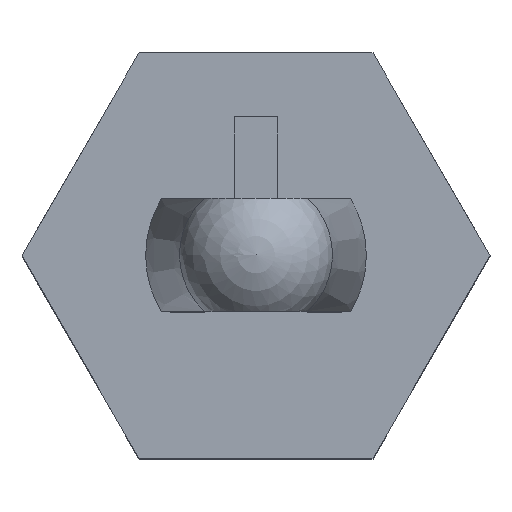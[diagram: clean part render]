
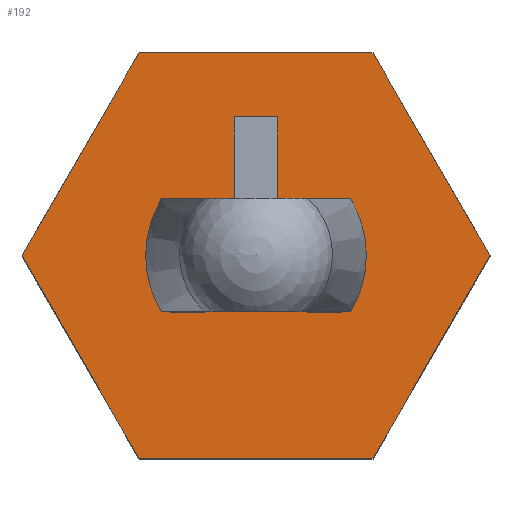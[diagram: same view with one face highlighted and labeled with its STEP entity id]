
A CAD part, top view. The second image highlights one B-rep face of the part: STEP entity #192.
In plain terms, the highlighted planar face has unit normal (0, 0, 1).
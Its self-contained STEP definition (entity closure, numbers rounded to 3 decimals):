
#192 = ADVANCED_FACE( '', ( #388, #389, #390 ), #391, .F. );
#388 = FACE_BOUND( '', #587, .T. );
#389 = FACE_BOUND( '', #588, .T. );
#390 = FACE_OUTER_BOUND( '', #589, .T. );
#391 = PLANE( '', #590 );
#587 = EDGE_LOOP( '', ( #1090, #1091, #1092, #1093 ) );
#588 = EDGE_LOOP( '', ( #1094, #1095, #1096, #1097 ) );
#589 = EDGE_LOOP( '', ( #1098, #1099, #1100, #1101, #1102, #1103 ) );
#590 = AXIS2_PLACEMENT_3D( '', #1104, #1105, #1106 );
#1090 = ORIENTED_EDGE( '', *, *, #1226, .T. );
#1091 = ORIENTED_EDGE( '', *, *, #1347, .T. );
#1092 = ORIENTED_EDGE( '', *, *, #1337, .T. );
#1093 = ORIENTED_EDGE( '', *, *, #1197, .T. );
#1094 = ORIENTED_EDGE( '', *, *, #1375, .T. );
#1095 = ORIENTED_EDGE( '', *, *, #1332, .T. );
#1096 = ORIENTED_EDGE( '', *, *, #1326, .F. );
#1097 = ORIENTED_EDGE( '', *, *, #1218, .T. );
#1098 = ORIENTED_EDGE( '', *, *, #1216, .F. );
#1099 = ORIENTED_EDGE( '', *, *, #1235, .F. );
#1100 = ORIENTED_EDGE( '', *, *, #1386, .F. );
#1101 = ORIENTED_EDGE( '', *, *, #1320, .F. );
#1102 = ORIENTED_EDGE( '', *, *, #1298, .F. );
#1103 = ORIENTED_EDGE( '', *, *, #1310, .F. );
#1104 = CARTESIAN_POINT( '', ( 0., 0., 9.5 ) );
#1105 = DIRECTION( '', ( 0., 0., -1. ) );
#1106 = DIRECTION( '', ( -1., 0., 0. ) );
#1197 = EDGE_CURVE( '', #1430, #1431, #1432, .T. );
#1216 = EDGE_CURVE( '', #1464, #1457, #1466, .T. );
#1218 = EDGE_CURVE( '', #1468, #1469, #1470, .T. );
#1226 = EDGE_CURVE( '', #1431, #1483, #1485, .T. );
#1235 = EDGE_CURVE( '', #1498, #1464, #1500, .T. );
#1298 = EDGE_CURVE( '', #1594, #1590, #1596, .T. );
#1310 = EDGE_CURVE( '', #1457, #1594, #1610, .T. );
#1320 = EDGE_CURVE( '', #1590, #1619, #1623, .T. );
#1326 = EDGE_CURVE( '', #1468, #1629, #1631, .T. );
#1332 = EDGE_CURVE( '', #1637, #1629, #1638, .T. );
#1337 = EDGE_CURVE( '', #1646, #1430, #1647, .T. );
#1347 = EDGE_CURVE( '', #1483, #1646, #1660, .T. );
#1375 = EDGE_CURVE( '', #1469, #1637, #1691, .T. );
#1386 = EDGE_CURVE( '', #1619, #1498, #1704, .T. );
#1430 = VERTEX_POINT( '', #1759 );
#1431 = VERTEX_POINT( '', #1760 );
#1432 = CIRCLE( '', #1761, 2. );
#1457 = VERTEX_POINT( '', #1808 );
#1464 = VERTEX_POINT( '', #1818 );
#1466 = LINE( '', #1821, #1822 );
#1468 = VERTEX_POINT( '', #1824 );
#1469 = VERTEX_POINT( '', #1825 );
#1470 = LINE( '', #1826, #1827 );
#1483 = VERTEX_POINT( '', #1846 );
#1485 = LINE( '', #1849, #1850 );
#1498 = VERTEX_POINT( '', #1884 );
#1500 = LINE( '', #1887, #1888 );
#1590 = VERTEX_POINT( '', #2015 );
#1594 = VERTEX_POINT( '', #2021 );
#1596 = LINE( '', #2024, #2025 );
#1610 = LINE( '', #2047, #2048 );
#1619 = VERTEX_POINT( '', #2061 );
#1623 = LINE( '', #2067, #2068 );
#1629 = VERTEX_POINT( '', #2076 );
#1631 = LINE( '', #2079, #2080 );
#1637 = VERTEX_POINT( '', #2088 );
#1638 = LINE( '', #2089, #2090 );
#1646 = VERTEX_POINT( '', #2114 );
#1647 = LINE( '', #2115, #2116 );
#1660 = LINE( '', #2135, #2136 );
#1691 = CIRCLE( '', #2178, 2. );
#1704 = LINE( '', #2194, #2195 );
#1759 = CARTESIAN_POINT( '', ( 1.67, 1.1, 9.5 ) );
#1760 = CARTESIAN_POINT( '', ( 1.67, -1.1, 9.5 ) );
#1761 = AXIS2_PLACEMENT_3D( '', #2225, #2226, #2227 );
#1808 = CARTESIAN_POINT( '', ( 2.281, -3.95, 9.5 ) );
#1818 = CARTESIAN_POINT( '', ( 4.561, 0., 9.5 ) );
#1821 = CARTESIAN_POINT( '', ( 4.561, 0., 9.5 ) );
#1822 = VECTOR( '', #2245, 1000. );
#1824 = CARTESIAN_POINT( '', ( -1., -1.1, 9.5 ) );
#1825 = CARTESIAN_POINT( '', ( -1.67, -1.1, 9.5 ) );
#1826 = CARTESIAN_POINT( '', ( 2.15, -1.1, 9.5 ) );
#1827 = VECTOR( '', #2246, 1000. );
#1846 = CARTESIAN_POINT( '', ( 1., -1.1, 9.5 ) );
#1849 = CARTESIAN_POINT( '', ( 2.15, -1.1, 9.5 ) );
#1850 = VECTOR( '', #2254, 1000. );
#1884 = CARTESIAN_POINT( '', ( 2.281, 3.95, 9.5 ) );
#1887 = CARTESIAN_POINT( '', ( 2.281, 3.95, 9.5 ) );
#1888 = VECTOR( '', #2261, 1000. );
#2015 = CARTESIAN_POINT( '', ( -4.561, 0., 9.5 ) );
#2021 = CARTESIAN_POINT( '', ( -2.281, -3.95, 9.5 ) );
#2024 = CARTESIAN_POINT( '', ( -4.561, 0., 9.5 ) );
#2025 = VECTOR( '', #2326, 1000. );
#2047 = CARTESIAN_POINT( '', ( 2.281, -3.95, 9.5 ) );
#2048 = VECTOR( '', #2335, 1000. );
#2061 = CARTESIAN_POINT( '', ( -2.281, 3.95, 9.5 ) );
#2067 = CARTESIAN_POINT( '', ( -2.281, 3.95, 9.5 ) );
#2068 = VECTOR( '', #2342, 1000. );
#2076 = CARTESIAN_POINT( '', ( -1., 1.1, 9.5 ) );
#2079 = CARTESIAN_POINT( '', ( -1., -1.1, 9.5 ) );
#2080 = VECTOR( '', #2346, 1000. );
#2088 = CARTESIAN_POINT( '', ( -1.67, 1.1, 9.5 ) );
#2089 = CARTESIAN_POINT( '', ( -2.15, 1.1, 9.5 ) );
#2090 = VECTOR( '', #2349, 1000. );
#2114 = CARTESIAN_POINT( '', ( 1., 1.1, 9.5 ) );
#2115 = CARTESIAN_POINT( '', ( -2.15, 1.1, 9.5 ) );
#2116 = VECTOR( '', #2353, 1000. );
#2135 = CARTESIAN_POINT( '', ( 1., -1.1, 9.5 ) );
#2136 = VECTOR( '', #2360, 1000. );
#2178 = AXIS2_PLACEMENT_3D( '', #2387, #2388, #2389 );
#2194 = CARTESIAN_POINT( '', ( -2.281, 3.95, 9.5 ) );
#2195 = VECTOR( '', #2396, 1000. );
#2225 = CARTESIAN_POINT( '', ( 0., 0., 9.5 ) );
#2226 = DIRECTION( '', ( 0., 0., -1. ) );
#2227 = DIRECTION( '', ( -1., 0., 0. ) );
#2245 = DIRECTION( '', ( -0.5, -0.866, 0. ) );
#2246 = DIRECTION( '', ( -1., 0., 0. ) );
#2254 = DIRECTION( '', ( -1., 0., 0. ) );
#2261 = DIRECTION( '', ( 0.5, -0.866, 0. ) );
#2326 = DIRECTION( '', ( -0.5, 0.866, 0. ) );
#2335 = DIRECTION( '', ( -1., 0., 0. ) );
#2342 = DIRECTION( '', ( 0.5, 0.866, 0. ) );
#2346 = DIRECTION( '', ( 0., 1., 0. ) );
#2349 = DIRECTION( '', ( 1., 0., 0. ) );
#2353 = DIRECTION( '', ( 1., 0., 0. ) );
#2360 = DIRECTION( '', ( 0., 1., 0. ) );
#2387 = CARTESIAN_POINT( '', ( 0., 0., 9.5 ) );
#2388 = DIRECTION( '', ( 0., 0., -1. ) );
#2389 = DIRECTION( '', ( -1., 0., 0. ) );
#2396 = DIRECTION( '', ( 1., 0., 0. ) );
